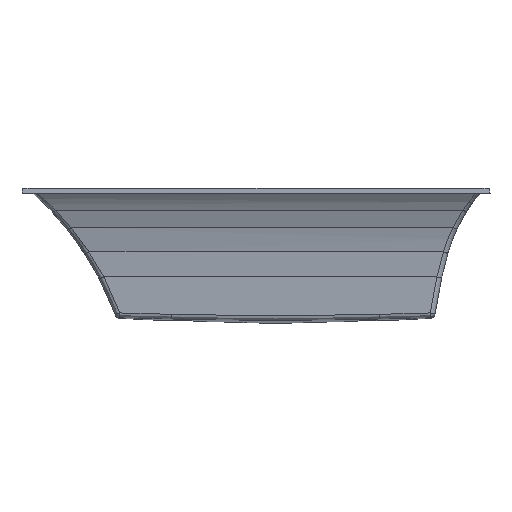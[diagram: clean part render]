
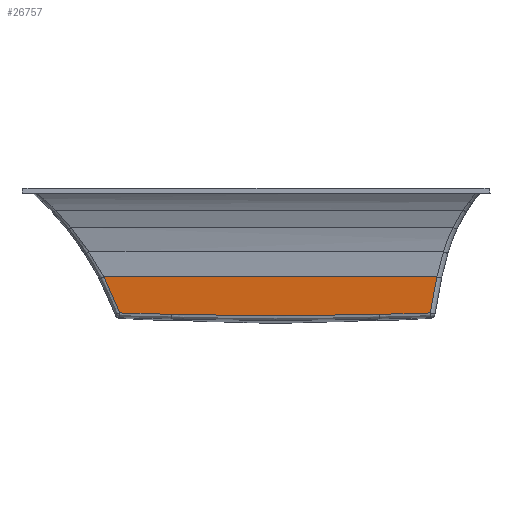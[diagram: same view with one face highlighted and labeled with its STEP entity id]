
A CAD part, top view. The second image highlights one B-rep face of the part: STEP entity #26757.
In plain terms, the highlighted cylindrical face has radius 6991.5 mm (diameter 13983 mm), a partial arc.
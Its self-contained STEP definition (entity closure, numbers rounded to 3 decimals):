
#6602=CARTESIAN_POINT('',(618.758,-340.418,265.456));
#6603=CARTESIAN_POINT('',(616.164,-351.842,264.829));
#6604=CARTESIAN_POINT('',(611.208,-374.735,263.629));
#6605=CARTESIAN_POINT('',(604.466,-409.216,261.992));
#6606=CARTESIAN_POINT('',(598.417,-443.822,260.52));
#6607=CARTESIAN_POINT('',(594.848,-466.964,259.651));
#6608=CARTESIAN_POINT('',(593.18,-478.554,259.244));
#6610=CARTESIAN_POINT('',(399.565,-483.884,259.059));
#6611=CARTESIAN_POINT('',(411.635,-483.614,259.069));
#6612=CARTESIAN_POINT('',(435.891,-483.003,259.09));
#6613=CARTESIAN_POINT('',(470.994,-482.053,259.122));
#6614=CARTESIAN_POINT('',(504.719,-481.11,259.155));
#6615=CARTESIAN_POINT('',(537.809,-480.166,259.188));
#6616=CARTESIAN_POINT('',(567.248,-479.313,259.218));
#6617=CARTESIAN_POINT('',(585.988,-478.765,259.237));
#6618=CARTESIAN_POINT('',(593.18,-478.554,259.244));
#6620=CARTESIAN_POINT('',(-399.559,-483.884,
259.059));
#6621=CARTESIAN_POINT('',(-381.335,-484.297,
259.045));
#6622=CARTESIAN_POINT('',(-345.989,-485.083,
259.018));
#6623=CARTESIAN_POINT('',(-295.034,-486.16,
258.982));
#6624=CARTESIAN_POINT('',(-247.78,-487.093,
258.95));
#6625=CARTESIAN_POINT('',(-204.306,-487.877,
258.924));
#6626=CARTESIAN_POINT('',(-164.413,-488.503,
258.902));
#6627=CARTESIAN_POINT('',(-128.405,-488.973,
258.887));
#6628=CARTESIAN_POINT('',(-96.25,-489.288,
258.876));
#6629=CARTESIAN_POINT('',(-67.376,-489.56,
258.867));
#6630=CARTESIAN_POINT('',(-40.781,-489.792,
258.859));
#6631=CARTESIAN_POINT('',(-15.27,-489.929,
258.855));
#6632=CARTESIAN_POINT('',(10.351,-489.938,258.854));
#6633=CARTESIAN_POINT('',(37.279,-489.846,258.857));
#6634=CARTESIAN_POINT('',(66.363,-489.662,258.864));
#6635=CARTESIAN_POINT('',(97.861,-489.37,258.873));
#6636=CARTESIAN_POINT('',(131.764,-488.964,258.887));
#6637=CARTESIAN_POINT('',(168.145,-488.444,258.904));
#6638=CARTESIAN_POINT('',(207.411,-487.8,258.926));
#6639=CARTESIAN_POINT('',(250.04,-487.022,258.952));
#6640=CARTESIAN_POINT('',(296.751,-486.102,258.984));
#6641=CARTESIAN_POINT('',(347.026,-485.047,259.02));
#6642=CARTESIAN_POINT('',(381.859,-484.281,259.046));
#6643=CARTESIAN_POINT('',(399.565,-483.884,259.059));
#6645=CARTESIAN_POINT('',(-659.016,-340.419,
265.456));
#6646=CARTESIAN_POINT('',(-654.332,-349.364,
264.965));
#6647=CARTESIAN_POINT('',(-645.19,-367.364,
264.012));
#6648=CARTESIAN_POINT('',(-632.16,-394.704,
262.67));
#6649=CARTESIAN_POINT('',(-619.824,-422.352,
261.423));
#6650=CARTESIAN_POINT('',(-608.185,-450.3,
260.273));
#6651=CARTESIAN_POINT('',(-600.896,-469.117,
259.575));
#6652=CARTESIAN_POINT('',(-597.369,-478.573,
259.244));
#6666=CARTESIAN_POINT('',(-399.559,-483.884,
259.059));
#6667=CARTESIAN_POINT('',(-413.643,-483.565,
259.07));
#6668=CARTESIAN_POINT('',(-440.706,-482.936,
259.092));
#6669=CARTESIAN_POINT('',(-477.845,-482.025,
259.123));
#6670=CARTESIAN_POINT('',(-511.942,-481.143,
259.154));
#6671=CARTESIAN_POINT('',(-543.149,-480.278,
259.184));
#6672=CARTESIAN_POINT('',(-571.726,-479.434,
259.213));
#6673=CARTESIAN_POINT('',(-589.105,-478.86,
259.233));
#6674=CARTESIAN_POINT('',(-597.369,-478.573,
259.244));
#9882=DIRECTION('',(1.,0.,0.));
#9883=VECTOR('',#9882,1277.774);
#9884=CARTESIAN_POINT('',(-659.016,-340.419,
265.456));
#9885=LINE('',#9884,#9883);
#10698=CARTESIAN_POINT('',(593.18,-478.554,
259.244));
#10699=VERTEX_POINT('',#10698);
#10700=VERTEX_POINT('',#6602);
#10701=VERTEX_POINT('',#6610);
#10702=CARTESIAN_POINT('',(-659.016,-340.419,
265.456));
#10703=VERTEX_POINT('',#10702);
#10704=VERTEX_POINT('',#6652);
#10705=VERTEX_POINT('',#6666);
#26739=CARTESIAN_POINT('',(644.313,-723.559,7246.45));
#26740=DIRECTION('',(-1.,0.,0.));
#26741=DIRECTION('',(0.,0.,1.));
#26742=AXIS2_PLACEMENT_3D('',#26739,#26740,#26741);
#26743=CYLINDRICAL_SURFACE('',#26742,6991.5);
#26745=ORIENTED_EDGE('',*,*,#26744,.F.);
#26747=ORIENTED_EDGE('',*,*,#26746,.F.);
#26749=ORIENTED_EDGE('',*,*,#26748,.T.);
#26751=ORIENTED_EDGE('',*,*,#26750,.F.);
#26753=ORIENTED_EDGE('',*,*,#26752,.T.);
#26754=ORIENTED_EDGE('',*,*,#26732,.T.);
#26755=EDGE_LOOP('',(#26745,#26747,#26749,#26751,#26753,#26754));
#26756=FACE_OUTER_BOUND('',#26755,.F.);
#26757=ADVANCED_FACE('',(#26756),#26743,.F.);
#6609=B_SPLINE_CURVE_WITH_KNOTS('',3,(#6602,#6603,#6604,#6605,#6606,#6607,
#6608),.UNSPECIFIED.,.F.,.F.,(4,1,1,1,4),(0.,0.25,0.5,0.75,1.),
.UNSPECIFIED.);
#6619=B_SPLINE_CURVE_WITH_KNOTS('',3,(#6610,#6611,#6612,#6613,#6614,#6615,#6616,
#6617,#6618),.UNSPECIFIED.,.F.,.F.,(4,1,1,1,1,1,4),(0.,0.187,
0.376,0.544,0.71,0.889,1.),
.UNSPECIFIED.);
#6644=B_SPLINE_CURVE_WITH_KNOTS('',3,(#6620,#6621,#6622,#6623,#6624,#6625,#6626,
#6627,#6628,#6629,#6630,#6631,#6632,#6633,#6634,#6635,#6636,#6637,#6638,#6639,
#6640,#6641,#6642,#6643),.UNSPECIFIED.,.F.,.F.,(4,1,1,1,1,1,1,1,1,1,1,1,1,1,1,1,
1,1,1,1,1,4),(0.,0.068,0.133,0.191,
0.246,0.296,0.341,0.381,
0.417,0.449,0.481,0.512,
0.546,0.582,0.622,0.664,
0.709,0.758,0.811,0.869,
0.934,1.),.UNSPECIFIED.);
#6653=B_SPLINE_CURVE_WITH_KNOTS('',3,(#6645,#6646,#6647,#6648,#6649,#6650,#6651,
#6652),.UNSPECIFIED.,.F.,.F.,(4,1,1,1,1,4),(0.,0.2,0.4,0.6,0.8,1.),
.UNSPECIFIED.);
#6675=B_SPLINE_CURVE_WITH_KNOTS('',3,(#6666,#6667,#6668,#6669,#6670,#6671,#6672,
#6673,#6674),.UNSPECIFIED.,.F.,.F.,(4,1,1,1,1,1,4),(0.,0.167,
0.333,0.5,0.667,0.833,1.),
.UNSPECIFIED.);
#26732=EDGE_CURVE('',#10700,#10699,#6609,.T.);
#26744=EDGE_CURVE('',#10701,#10699,#6619,.T.);
#26746=EDGE_CURVE('',#10705,#10701,#6644,.T.);
#26748=EDGE_CURVE('',#10705,#10704,#6675,.T.);
#26750=EDGE_CURVE('',#10703,#10704,#6653,.T.);
#26752=EDGE_CURVE('',#10703,#10700,#9885,.T.);
